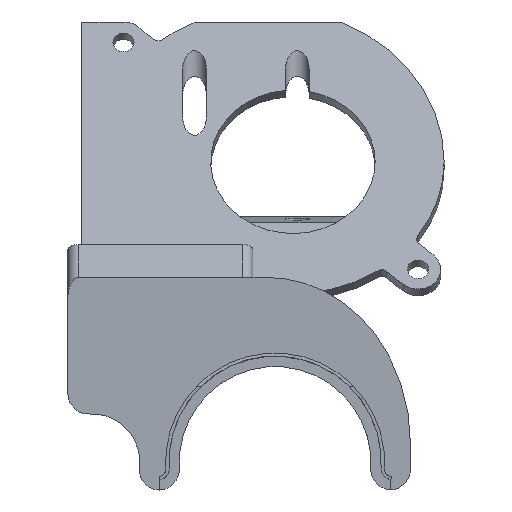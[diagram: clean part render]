
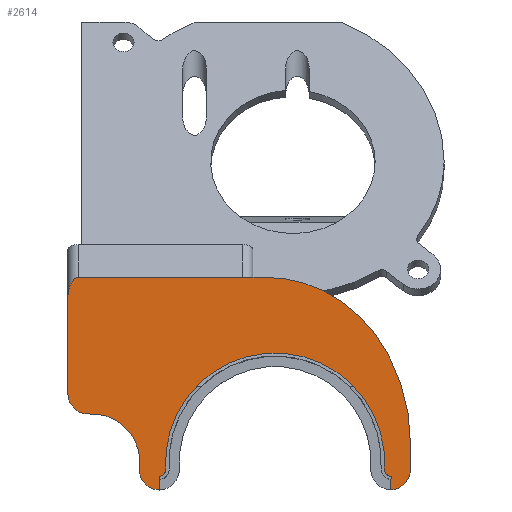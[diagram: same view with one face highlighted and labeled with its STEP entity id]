
A CAD part, front view. The second image highlights one B-rep face of the part: STEP entity #2614.
In plain terms, the highlighted planar face has unit normal (0, -1, -0.005).
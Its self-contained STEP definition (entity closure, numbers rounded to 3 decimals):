
#173=FACE_OUTER_BOUND('',#317,.T.);
#317=EDGE_LOOP('',(#2099,#2100,#2101,#2102,#2103,#2104,#2105,#2106,#2107,
#2108,#2109,#2110,#2111,#2112,#2113));
#459=CIRCLE('',#2857,3.);
#460=CIRCLE('',#2858,7.);
#461=CIRCLE('',#2859,3.);
#462=CIRCLE('',#2860,1.);
#463=CIRCLE('',#2861,16.);
#464=CIRCLE('',#2862,1.);
#465=CIRCLE('',#2863,3.);
#588=LINE('',#4103,#835);
#614=LINE('',#4192,#861);
#646=LINE('',#4302,#893);
#647=LINE('',#4310,#894);
#648=LINE('',#4314,#895);
#649=LINE('',#4317,#896);
#835=VECTOR('',#3276,24.);
#861=VECTOR('',#3348,13.897);
#893=VECTOR('',#3452,2.);
#894=VECTOR('',#3459,2.);
#895=VECTOR('',#3462,3.898);
#896=VECTOR('',#3465,3.5);
#997=ELLIPSE('',#2856,3.042,1.5);
#998=ELLIPSE('',#2864,24.139,21.);
#1161=VERTEX_POINT('',#4101);
#1162=VERTEX_POINT('',#4102);
#1201=VERTEX_POINT('',#4190);
#1202=VERTEX_POINT('',#4191);
#1211=VERTEX_POINT('',#4295);
#1212=VERTEX_POINT('',#4297);
#1213=VERTEX_POINT('',#4299);
#1214=VERTEX_POINT('',#4301);
#1215=VERTEX_POINT('',#4303);
#1216=VERTEX_POINT('',#4305);
#1217=VERTEX_POINT('',#4307);
#1218=VERTEX_POINT('',#4309);
#1219=VERTEX_POINT('',#4311);
#1220=VERTEX_POINT('',#4313);
#1221=VERTEX_POINT('',#4315);
#1456=EDGE_CURVE('',#1161,#1162,#588,.T.);
#1502=EDGE_CURVE('',#1201,#1202,#614,.T.);
#1541=EDGE_CURVE('',#1162,#1202,#997,.T.);
#1542=EDGE_CURVE('',#1201,#1211,#459,.T.);
#1543=EDGE_CURVE('',#1212,#1211,#460,.T.);
#1544=EDGE_CURVE('',#1212,#1213,#461,.T.);
#1545=EDGE_CURVE('',#1214,#1213,#646,.T.);
#1546=EDGE_CURVE('',#1215,#1214,#462,.T.);
#1547=EDGE_CURVE('',#1216,#1215,#463,.T.);
#1548=EDGE_CURVE('',#1217,#1216,#464,.T.);
#1549=EDGE_CURVE('',#1218,#1217,#647,.T.);
#1550=EDGE_CURVE('',#1218,#1219,#465,.T.);
#1551=EDGE_CURVE('',#1220,#1219,#648,.T.);
#1552=EDGE_CURVE('',#1220,#1221,#998,.T.);
#1553=EDGE_CURVE('',#1221,#1161,#649,.T.);
#2099=ORIENTED_EDGE('',*,*,#1456,.T.);
#2100=ORIENTED_EDGE('',*,*,#1541,.T.);
#2101=ORIENTED_EDGE('',*,*,#1502,.F.);
#2102=ORIENTED_EDGE('',*,*,#1542,.T.);
#2103=ORIENTED_EDGE('',*,*,#1543,.F.);
#2104=ORIENTED_EDGE('',*,*,#1544,.T.);
#2105=ORIENTED_EDGE('',*,*,#1545,.F.);
#2106=ORIENTED_EDGE('',*,*,#1546,.F.);
#2107=ORIENTED_EDGE('',*,*,#1547,.F.);
#2108=ORIENTED_EDGE('',*,*,#1548,.F.);
#2109=ORIENTED_EDGE('',*,*,#1549,.F.);
#2110=ORIENTED_EDGE('',*,*,#1550,.T.);
#2111=ORIENTED_EDGE('',*,*,#1551,.F.);
#2112=ORIENTED_EDGE('',*,*,#1552,.T.);
#2113=ORIENTED_EDGE('',*,*,#1553,.T.);
#2514=PLANE('',#2855);
#2614=ADVANCED_FACE('',(#173),#2514,.T.);
#2855=AXIS2_PLACEMENT_3D('',#4293,#3442,#3443);
#2856=AXIS2_PLACEMENT_3D('',#4294,#3444,#3445);
#2857=AXIS2_PLACEMENT_3D('',#4296,#3446,#3447);
#2858=AXIS2_PLACEMENT_3D('',#4298,#3448,#3449);
#2859=AXIS2_PLACEMENT_3D('',#4300,#3450,#3451);
#2860=AXIS2_PLACEMENT_3D('',#4304,#3453,#3454);
#2861=AXIS2_PLACEMENT_3D('',#4306,#3455,#3456);
#2862=AXIS2_PLACEMENT_3D('',#4308,#3457,#3458);
#2863=AXIS2_PLACEMENT_3D('',#4312,#3460,#3461);
#2864=AXIS2_PLACEMENT_3D('',#4316,#3463,#3464);
#3276=DIRECTION('',(-1.,0.,0.));
#3348=DIRECTION('',(0.,-0.005,1.));
#3442=DIRECTION('center_axis',(0.,-1.,
-0.005));
#3443=DIRECTION('ref_axis',(0.,0.005,-1.));
#3444=DIRECTION('center_axis',(0.,-1.,
-0.005));
#3445=DIRECTION('ref_axis',(0.,-0.005,
1.));
#3446=DIRECTION('center_axis',(0.,-1.,
-0.005));
#3447=DIRECTION('ref_axis',(0.,0.005,-1.));
#3448=DIRECTION('center_axis',(0.,-1.,
-0.005));
#3449=DIRECTION('ref_axis',(0.,0.005,-1.));
#3450=DIRECTION('center_axis',(0.,-1.,
-0.005));
#3451=DIRECTION('ref_axis',(0.,0.005,-1.));
#3452=DIRECTION('',(0.026,0.005,-1.));
#3453=DIRECTION('center_axis',(0.,1.,
0.005));
#3454=DIRECTION('ref_axis',(0.,0.005,-1.));
#3455=DIRECTION('center_axis',(0.,-1.,
-0.005));
#3456=DIRECTION('ref_axis',(0.,0.005,-1.));
#3457=DIRECTION('center_axis',(0.,1.,
0.005));
#3458=DIRECTION('ref_axis',(0.,0.005,-1.));
#3459=DIRECTION('',(0.037,-0.005,0.999));
#3460=DIRECTION('center_axis',(0.,-1.,
-0.005));
#3461=DIRECTION('ref_axis',(0.,0.005,-1.));
#3462=DIRECTION('',(0.,0.005,-1.));
#3463=DIRECTION('center_axis',(0.,-1.,
-0.005));
#3464=DIRECTION('ref_axis',(0.,0.005,-1.));
#3465=DIRECTION('',(-1.,0.,0.));
#4101=CARTESIAN_POINT('',(4.76,-25.653,42.779));
#4102=CARTESIAN_POINT('',(-19.24,-25.653,42.779));
#4103=CARTESIAN_POINT('',(4.76,-25.653,42.779));
#4190=CARTESIAN_POINT('',(-20.74,-25.575,25.84));
#4191=CARTESIAN_POINT('',(-20.74,-25.639,39.738));
#4192=CARTESIAN_POINT('',(-20.74,-25.575,25.84));
#4293=CARTESIAN_POINT('Origin',(19.26,-25.653,42.779));
#4294=CARTESIAN_POINT('Origin',(-19.24,-25.639,39.738));
#4295=CARTESIAN_POINT('',(-17.59,-25.561,22.844));
#4296=CARTESIAN_POINT('Origin',(-17.74,-25.575,25.84));
#4297=CARTESIAN_POINT('',(-10.283,-25.525,15.076));
#4298=CARTESIAN_POINT('Origin',(-17.24,-25.529,15.853));
#4299=CARTESIAN_POINT('',(-7.381,-25.51,11.744));
#4300=CARTESIAN_POINT('Origin',(-7.301,-25.523,14.743));
#4301=CARTESIAN_POINT('',(-7.434,-25.519,13.743));
#4302=CARTESIAN_POINT('',(-7.434,-25.519,13.743));
#4303=CARTESIAN_POINT('',(-6.462,-25.524,14.802));
#4304=CARTESIAN_POINT('Origin',(-7.46,-25.523,14.743));
#4305=CARTESIAN_POINT('',(25.483,-25.524,14.802));
#4306=CARTESIAN_POINT('Origin',(9.51,-25.528,15.743));
#4307=CARTESIAN_POINT('',(26.444,-25.519,13.744));
#4308=CARTESIAN_POINT('Origin',(26.481,-25.523,14.743));
#4309=CARTESIAN_POINT('',(26.371,-25.51,11.745));
#4310=CARTESIAN_POINT('',(26.371,-25.51,11.745));
#4311=CARTESIAN_POINT('',(29.26,-25.523,14.743));
#4312=CARTESIAN_POINT('Origin',(26.26,-25.523,14.743));
#4313=CARTESIAN_POINT('',(29.26,-25.541,18.641));
#4314=CARTESIAN_POINT('',(29.26,-25.541,18.641));
#4315=CARTESIAN_POINT('',(8.26,-25.653,42.779));
#4316=CARTESIAN_POINT('Origin',(8.26,-25.541,18.641));
#4317=CARTESIAN_POINT('',(8.26,-25.653,42.779));
